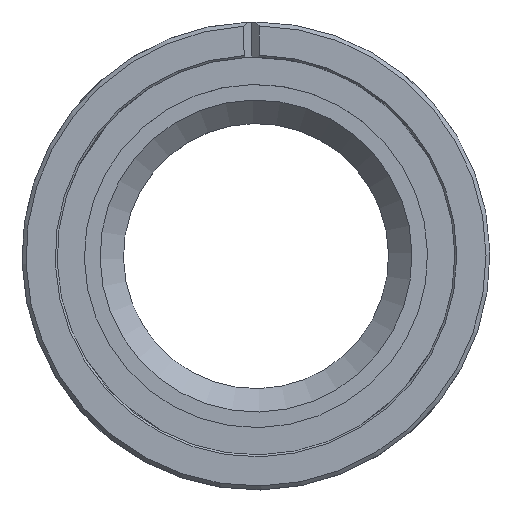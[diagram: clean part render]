
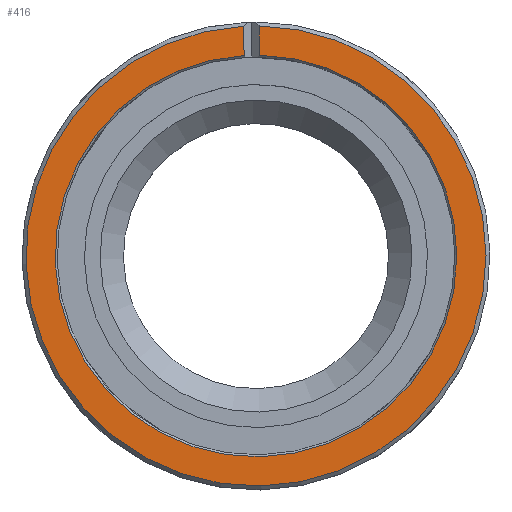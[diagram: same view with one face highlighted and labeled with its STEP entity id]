
A CAD part, top view. The second image highlights one B-rep face of the part: STEP entity #416.
In plain terms, the highlighted planar face has unit normal (0, 0, 1).
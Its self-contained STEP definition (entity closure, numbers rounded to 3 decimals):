
#25=LINE('',#793,#28);
#26=LINE('',#798,#29);
#28=VECTOR('',#599,1000.);
#29=VECTOR('',#602,1000.);
#50=PLANE('',#487);
#75=CIRCLE('',#488,29.5);
#76=CIRCLE('',#489,25.75);
#136=ORIENTED_EDGE('',*,*,#197,.F.);
#137=ORIENTED_EDGE('',*,*,#198,.T.);
#138=ORIENTED_EDGE('',*,*,#199,.F.);
#139=ORIENTED_EDGE('',*,*,#200,.T.);
#197=EDGE_CURVE('',#240,#241,#25,.T.);
#198=EDGE_CURVE('',#240,#242,#75,.T.);
#199=EDGE_CURVE('',#243,#242,#26,.T.);
#200=EDGE_CURVE('',#243,#241,#76,.F.);
#240=VERTEX_POINT('',#794);
#241=VERTEX_POINT('',#795);
#242=VERTEX_POINT('',#797);
#243=VERTEX_POINT('',#799);
#311=EDGE_LOOP('',(#136,#137,#138,#139));
#374=FACE_BOUND('',#311,.T.);
#416=ADVANCED_FACE('',(#374),#50,.T.);
#487=AXIS2_PLACEMENT_3D('',#792,#597,#598);
#488=AXIS2_PLACEMENT_3D('',#796,#600,#601);
#489=AXIS2_PLACEMENT_3D('',#800,#603,#604);
#597=DIRECTION('',(0.,0.,1.));
#598=DIRECTION('',(0.,-1.,0.));
#599=DIRECTION('',(0.,-1.,0.));
#600=DIRECTION('',(0.,0.,1.));
#601=DIRECTION('',(1.,0.,0.));
#602=DIRECTION('',(0.,1.,0.));
#603=DIRECTION('',(0.,0.,1.));
#604=DIRECTION('',(1.,0.,0.));
#792=CARTESIAN_POINT('',(-99.998,250.,0.));
#793=CARTESIAN_POINT('',(-0.998,250.,0.));
#794=CARTESIAN_POINT('',(-0.998,29.485,0.));
#795=CARTESIAN_POINT('',(-0.998,25.731,0.));
#796=CARTESIAN_POINT('',(0.002,0.002,0.));
#797=CARTESIAN_POINT('',(1.002,29.485,0.));
#798=CARTESIAN_POINT('',(1.002,250.,0.));
#799=CARTESIAN_POINT('',(1.002,25.731,0.));
#800=CARTESIAN_POINT('',(0.,0.,0.));
